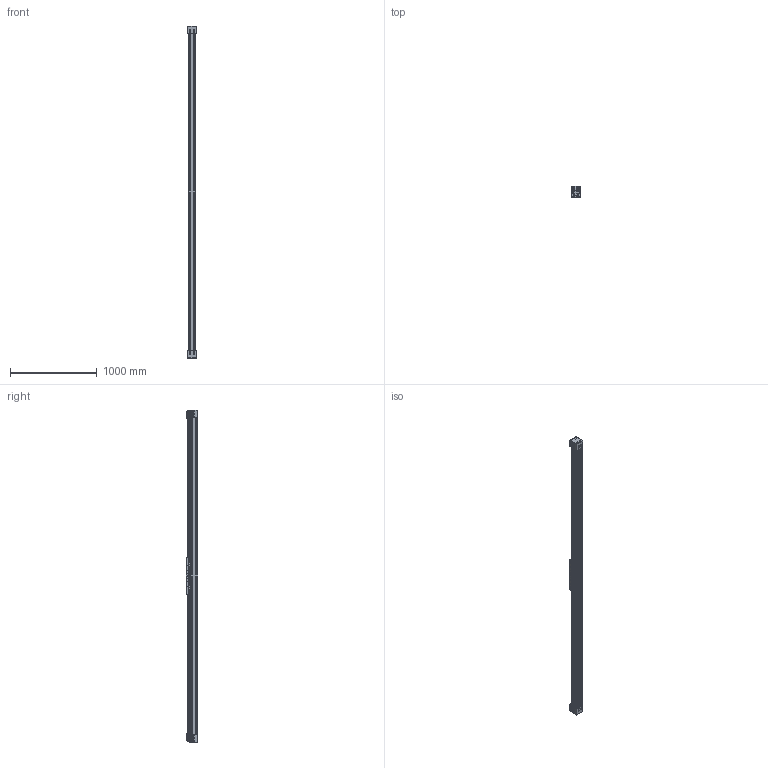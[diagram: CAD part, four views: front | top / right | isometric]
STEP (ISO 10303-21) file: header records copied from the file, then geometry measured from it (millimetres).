
FILE_DESCRIPTION (( 'STEP AP214' ), '1' );
FILE_NAME ('BLM80-3200.STEP', '2023-03-14T08:27:56', ( '' ), ( '' ), 'SwSTEP 2.0', 'SolidWorks 2023', '' );
FILE_SCHEMA (( 'AUTOMOTIVE_DESIGN' ));
Length unit declared in the file: millimetre
Products named in the file (1): BLM80-3200
Bounding box: 100 x 130 x 3824 mm (x, y, z)
Volume: 23982149.6 mm3; surface area: 3493660 mm2
Topology: 50 solids, 58 shells, 6882 faces, 19606 edges, 12926 vertices
Faces by surface type: plane 3948, cylinder 2606, torus 152, sphere 100, cone 52, bspline 24
Entity records: 305140 total; most frequent: CARTESIAN_POINT 45771, ORIENTED_EDGE 38604, DIRECTION 38562, EDGE_CURVE 19302, VECTOR 13188, LINE 13188, VERTEX_POINT 12734, AXIS2_PLACEMENT_3D 12687
